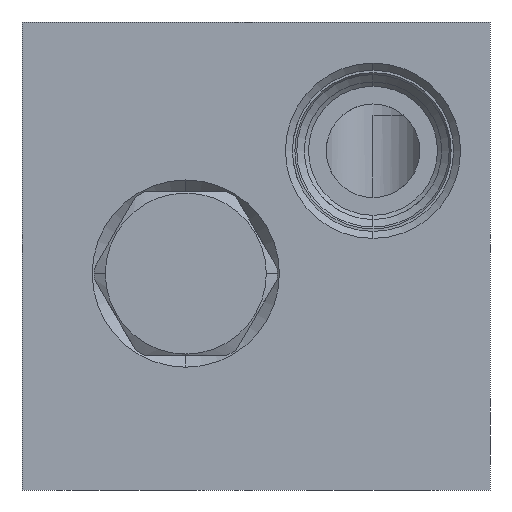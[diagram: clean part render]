
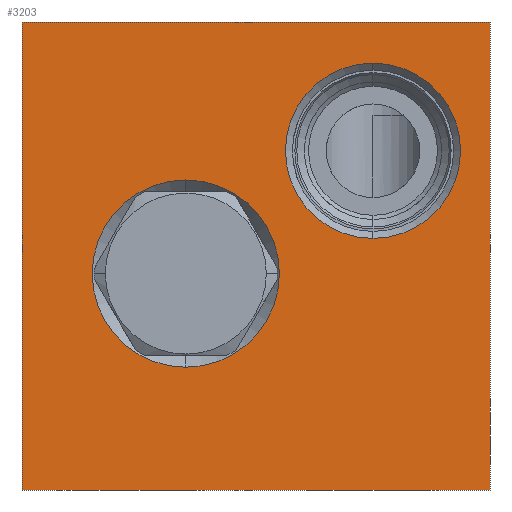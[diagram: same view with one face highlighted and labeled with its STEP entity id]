
A CAD part, front view. The second image highlights one B-rep face of the part: STEP entity #3203.
In plain terms, the highlighted planar face has unit normal (0, -1, 0).
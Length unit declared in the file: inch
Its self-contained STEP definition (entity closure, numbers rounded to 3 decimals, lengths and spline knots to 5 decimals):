
#5=DIRECTION('',(1.,0.,0.));
#6=VECTOR('',#5,2.5);
#7=CARTESIAN_POINT('',(0.,-4.,0.));
#8=LINE('',#7,#6);
#115=DIRECTION('',(0.,0.,1.));
#116=VECTOR('',#115,2.5);
#117=CARTESIAN_POINT('',(2.5,-4.,0.));
#118=LINE('',#117,#116);
#139=DIRECTION('',(0.,0.,1.));
#140=VECTOR('',#139,2.5);
#141=CARTESIAN_POINT('',(0.,-4.,0.));
#142=LINE('',#141,#140);
#143=CARTESIAN_POINT('',(1.875,-4.,1.812));
#144=DIRECTION('',(0.,1.,0.));
#145=DIRECTION('',(0.,0.,-1.));
#146=AXIS2_PLACEMENT_3D('',#143,#144,#145);
#148=CARTESIAN_POINT('',(1.875,-4.,1.812));
#149=DIRECTION('',(0.,1.,0.));
#150=DIRECTION('',(0.,0.,1.));
#151=AXIS2_PLACEMENT_3D('',#148,#149,#150);
#153=CARTESIAN_POINT('',(0.875,-4.,1.156));
#154=DIRECTION('',(0.,1.,0.));
#155=DIRECTION('',(0.,0.,-1.));
#156=AXIS2_PLACEMENT_3D('',#153,#154,#155);
#158=CARTESIAN_POINT('',(0.875,-4.,1.156));
#159=DIRECTION('',(0.,1.,0.));
#160=DIRECTION('',(0.,0.,1.));
#161=AXIS2_PLACEMENT_3D('',#158,#159,#160);
#175=DIRECTION('',(1.,0.,0.));
#176=VECTOR('',#175,2.5);
#177=CARTESIAN_POINT('',(0.,-4.,2.5));
#178=LINE('',#177,#176);
#2700=CARTESIAN_POINT('',(0.,-4.,0.));
#2702=VERTEX_POINT('',#2700);
#2703=CARTESIAN_POINT('',(2.5,-4.,0.));
#2704=VERTEX_POINT('',#2703);
#2708=CARTESIAN_POINT('',(0.,-4.,2.5));
#2710=VERTEX_POINT('',#2708);
#2711=CARTESIAN_POINT('',(2.5,-4.,2.5));
#2712=VERTEX_POINT('',#2711);
#2914=CARTESIAN_POINT('',(1.875,-4.,1.344));
#2915=CARTESIAN_POINT('',(1.875,-4.,2.28));
#2916=VERTEX_POINT('',#2914);
#2917=VERTEX_POINT('',#2915);
#2974=CARTESIAN_POINT('',(0.875,-4.,0.656));
#2975=VERTEX_POINT('',#2974);
#2976=CARTESIAN_POINT('',(0.875,-4.,1.656));
#2977=VERTEX_POINT('',#2976);
#3179=CARTESIAN_POINT('',(0.,-4.,0.));
#3180=DIRECTION('',(0.,-1.,0.));
#3181=DIRECTION('',(1.,0.,0.));
#3182=AXIS2_PLACEMENT_3D('',#3179,#3180,#3181);
#3183=PLANE('',#3182);
#3184=ORIENTED_EDGE('',*,*,#3061,.F.);
#3185=ORIENTED_EDGE('',*,*,#3110,.T.);
#3187=ORIENTED_EDGE('',*,*,#3186,.T.);
#3188=ORIENTED_EDGE('',*,*,#3159,.F.);
#3189=EDGE_LOOP('',(#3184,#3185,#3187,#3188));
#3190=FACE_OUTER_BOUND('',#3189,.F.);
#3192=ORIENTED_EDGE('',*,*,#3191,.F.);
#3194=ORIENTED_EDGE('',*,*,#3193,.F.);
#3195=EDGE_LOOP('',(#3192,#3194));
#3196=FACE_BOUND('',#3195,.F.);
#3198=ORIENTED_EDGE('',*,*,#3197,.F.);
#3200=ORIENTED_EDGE('',*,*,#3199,.F.);
#3201=EDGE_LOOP('',(#3198,#3200));
#3202=FACE_BOUND('',#3201,.F.);
#3203=ADVANCED_FACE('',(#3190,#3196,#3202),#3183,.T.);
#147=CIRCLE('',#146,0.468);
#152=CIRCLE('',#151,0.468);
#157=CIRCLE('',#156,0.5);
#162=CIRCLE('',#161,0.5);
#3061=EDGE_CURVE('',#2702,#2704,#8,.T.);
#3110=EDGE_CURVE('',#2702,#2710,#142,.T.);
#3159=EDGE_CURVE('',#2704,#2712,#118,.T.);
#3186=EDGE_CURVE('',#2710,#2712,#178,.T.);
#3191=EDGE_CURVE('',#2916,#2917,#147,.T.);
#3193=EDGE_CURVE('',#2917,#2916,#152,.T.);
#3197=EDGE_CURVE('',#2975,#2977,#157,.T.);
#3199=EDGE_CURVE('',#2977,#2975,#162,.T.);
